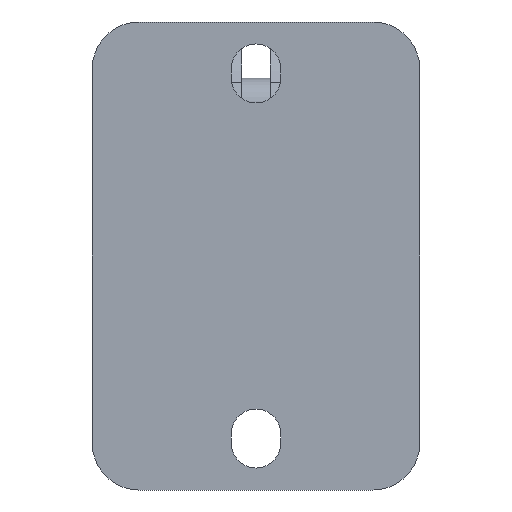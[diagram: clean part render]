
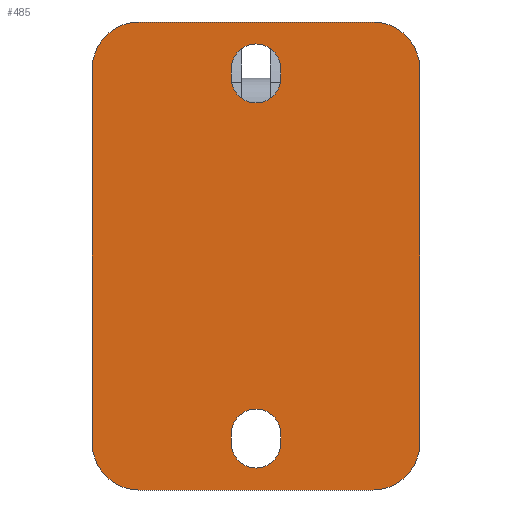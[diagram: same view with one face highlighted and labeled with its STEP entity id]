
A CAD part, front view. The second image highlights one B-rep face of the part: STEP entity #485.
In plain terms, the highlighted planar face has unit normal (0, -1, 0).
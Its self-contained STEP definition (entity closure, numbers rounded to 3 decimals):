
#485 = ADVANCED_FACE( '', ( #961, #962, #963 ), #964, .F. );
#961 = FACE_OUTER_BOUND( '', #1436, .T. );
#962 = FACE_BOUND( '', #1437, .T. );
#963 = FACE_BOUND( '', #1438, .T. );
#964 = PLANE( '', #1439 );
#1436 = EDGE_LOOP( '', ( #2566, #2567, #2568, #2569, #2570, #2571, #2572, #2573 ) );
#1437 = EDGE_LOOP( '', ( #2574, #2575, #2576, #2577 ) );
#1438 = EDGE_LOOP( '', ( #2578, #2579, #2580, #2581 ) );
#1439 = AXIS2_PLACEMENT_3D( '', #2582, #2583, #2584 );
#2566 = ORIENTED_EDGE( '', *, *, #3001, .F. );
#2567 = ORIENTED_EDGE( '', *, *, #2814, .F. );
#2568 = ORIENTED_EDGE( '', *, *, #2818, .F. );
#2569 = ORIENTED_EDGE( '', *, *, #2872, .F. );
#2570 = ORIENTED_EDGE( '', *, *, #2660, .F. );
#2571 = ORIENTED_EDGE( '', *, *, #2616, .F. );
#2572 = ORIENTED_EDGE( '', *, *, #3020, .F. );
#2573 = ORIENTED_EDGE( '', *, *, #3050, .F. );
#2574 = ORIENTED_EDGE( '', *, *, #2986, .T. );
#2575 = ORIENTED_EDGE( '', *, *, #2705, .T. );
#2576 = ORIENTED_EDGE( '', *, *, #2747, .T. );
#2577 = ORIENTED_EDGE( '', *, *, #2742, .T. );
#2578 = ORIENTED_EDGE( '', *, *, #2990, .T. );
#2579 = ORIENTED_EDGE( '', *, *, #2723, .T. );
#2580 = ORIENTED_EDGE( '', *, *, #2718, .T. );
#2581 = ORIENTED_EDGE( '', *, *, #2933, .T. );
#2582 = CARTESIAN_POINT( '', ( -12.5, 0., -20. ) );
#2583 = DIRECTION( '', ( 0., 1., 0. ) );
#2584 = DIRECTION( '', ( 0., 0., 1. ) );
#2616 = EDGE_CURVE( '', #3066, #3067, #3068, .T. );
#2660 = EDGE_CURVE( '', #3067, #3144, #3145, .T. );
#2705 = EDGE_CURVE( '', #3220, #3221, #3222, .T. );
#2718 = EDGE_CURVE( '', #3242, #3243, #3244, .T. );
#2723 = EDGE_CURVE( '', #3251, #3242, #3252, .T. );
#2742 = EDGE_CURVE( '', #3281, #3282, #3283, .T. );
#2747 = EDGE_CURVE( '', #3221, #3281, #3290, .T. );
#2814 = EDGE_CURVE( '', #3399, #3400, #3401, .T. );
#2818 = EDGE_CURVE( '', #3405, #3399, #3406, .T. );
#2872 = EDGE_CURVE( '', #3144, #3405, #3485, .T. );
#2933 = EDGE_CURVE( '', #3243, #3566, #3567, .T. );
#2986 = EDGE_CURVE( '', #3282, #3220, #3640, .T. );
#2990 = EDGE_CURVE( '', #3566, #3251, #3644, .T. );
#3001 = EDGE_CURVE( '', #3400, #3659, #3660, .T. );
#3020 = EDGE_CURVE( '', #3683, #3066, #3684, .T. );
#3050 = EDGE_CURVE( '', #3659, #3683, #3715, .T. );
#3066 = VERTEX_POINT( '', #3731 );
#3067 = VERTEX_POINT( '', #3732 );
#3068 = LINE( '', #3733, #3734 );
#3144 = VERTEX_POINT( '', #3875 );
#3145 = CIRCLE( '', #3876, 5. );
#3220 = VERTEX_POINT( '', #4042 );
#3221 = VERTEX_POINT( '', #4043 );
#3222 = CIRCLE( '', #4044, 2.65 );
#3242 = VERTEX_POINT( '', #4070 );
#3243 = VERTEX_POINT( '', #4071 );
#3244 = CIRCLE( '', #4072, 2.65 );
#3251 = VERTEX_POINT( '', #4081 );
#3252 = LINE( '', #4082, #4083 );
#3281 = VERTEX_POINT( '', #4122 );
#3282 = VERTEX_POINT( '', #4123 );
#3283 = CIRCLE( '', #4124, 2.65 );
#3290 = LINE( '', #4133, #4134 );
#3399 = VERTEX_POINT( '', #4282 );
#3400 = VERTEX_POINT( '', #4283 );
#3401 = LINE( '', #4284, #4285 );
#3405 = VERTEX_POINT( '', #4291 );
#3406 = CIRCLE( '', #4292, 5. );
#3485 = LINE( '', #4398, #4399 );
#3566 = VERTEX_POINT( '', #4510 );
#3567 = LINE( '', #4511, #4512 );
#3640 = LINE( '', #4645, #4646 );
#3644 = CIRCLE( '', #4651, 2.65 );
#3659 = VERTEX_POINT( '', #4670 );
#3660 = CIRCLE( '', #4671, 5. );
#3683 = VERTEX_POINT( '', #4761 );
#3684 = CIRCLE( '', #4762, 5. );
#3715 = LINE( '', #4804, #4805 );
#3731 = CARTESIAN_POINT( '', ( -12.5, 0., 25. ) );
#3732 = CARTESIAN_POINT( '', ( 12.5, 0., 25. ) );
#3733 = CARTESIAN_POINT( '', ( -12.5, 0., 25. ) );
#3734 = VECTOR( '', #4822, 1000. );
#3875 = CARTESIAN_POINT( '', ( 17.5, 0., 20. ) );
#3876 = AXIS2_PLACEMENT_3D( '', #4881, #4882, #4883 );
#4042 = CARTESIAN_POINT( '', ( -2.65, 0., -19. ) );
#4043 = CARTESIAN_POINT( '', ( 2.65, 0., -19. ) );
#4044 = AXIS2_PLACEMENT_3D( '', #4932, #4933, #4934 );
#4070 = CARTESIAN_POINT( '', ( -2.65, 0., 20. ) );
#4071 = CARTESIAN_POINT( '', ( 2.65, 0., 20. ) );
#4072 = AXIS2_PLACEMENT_3D( '', #4950, #4951, #4952 );
#4081 = CARTESIAN_POINT( '', ( -2.65, 0., 19. ) );
#4082 = CARTESIAN_POINT( '', ( -2.65, 0., 19. ) );
#4083 = VECTOR( '', #4958, 1000. );
#4122 = CARTESIAN_POINT( '', ( 2.65, 0., -20. ) );
#4123 = CARTESIAN_POINT( '', ( -2.65, 0., -20. ) );
#4124 = AXIS2_PLACEMENT_3D( '', #4978, #4979, #4980 );
#4133 = CARTESIAN_POINT( '', ( 2.65, 0., -19. ) );
#4134 = VECTOR( '', #4986, 1000. );
#4282 = CARTESIAN_POINT( '', ( 12.5, 0., -25. ) );
#4283 = CARTESIAN_POINT( '', ( -12.5, 0., -25. ) );
#4284 = CARTESIAN_POINT( '', ( 12.5, 0., -25. ) );
#4285 = VECTOR( '', #5068, 1000. );
#4291 = CARTESIAN_POINT( '', ( 17.5, 0., -20. ) );
#4292 = AXIS2_PLACEMENT_3D( '', #5071, #5072, #5073 );
#4398 = CARTESIAN_POINT( '', ( 17.5, 0., 20. ) );
#4399 = VECTOR( '', #5137, 1000. );
#4510 = CARTESIAN_POINT( '', ( 2.65, 0., 19. ) );
#4511 = CARTESIAN_POINT( '', ( 2.65, 0., 20. ) );
#4512 = VECTOR( '', #5198, 1000. );
#4645 = CARTESIAN_POINT( '', ( -2.65, 0., -20. ) );
#4646 = VECTOR( '', #5259, 1000. );
#4651 = AXIS2_PLACEMENT_3D( '', #5261, #5262, #5263 );
#4670 = CARTESIAN_POINT( '', ( -17.5, 0., -20. ) );
#4671 = AXIS2_PLACEMENT_3D( '', #5274, #5275, #5276 );
#4761 = CARTESIAN_POINT( '', ( -17.5, 0., 20. ) );
#4762 = AXIS2_PLACEMENT_3D( '', #5286, #5287, #5288 );
#4804 = CARTESIAN_POINT( '', ( -17.5, 0., -20. ) );
#4805 = VECTOR( '', #5306, 1000. );
#4822 = DIRECTION( '', ( 1., 0., 0. ) );
#4881 = CARTESIAN_POINT( '', ( 12.5, 0., 20. ) );
#4882 = DIRECTION( '', ( 0., 1., 0. ) );
#4883 = DIRECTION( '', ( 1., 0., 0. ) );
#4932 = CARTESIAN_POINT( '', ( 0., 0., -19. ) );
#4933 = DIRECTION( '', ( 0., 1., 0. ) );
#4934 = DIRECTION( '', ( 1., 0., 0. ) );
#4950 = CARTESIAN_POINT( '', ( 0., 0., 20. ) );
#4951 = DIRECTION( '', ( 0., 1., 0. ) );
#4952 = DIRECTION( '', ( 1., 0., 0. ) );
#4958 = DIRECTION( '', ( 0., 0., 1. ) );
#4978 = CARTESIAN_POINT( '', ( 0., 0., -20. ) );
#4979 = DIRECTION( '', ( 0., 1., 0. ) );
#4980 = DIRECTION( '', ( 1., 0., 0. ) );
#4986 = DIRECTION( '', ( 0., 0., -1. ) );
#5068 = DIRECTION( '', ( -1., 0., 0. ) );
#5071 = CARTESIAN_POINT( '', ( 12.5, 0., -20. ) );
#5072 = DIRECTION( '', ( 0., 1., 0. ) );
#5073 = DIRECTION( '', ( 1., 0., 0. ) );
#5137 = DIRECTION( '', ( 0., 0., -1. ) );
#5198 = DIRECTION( '', ( 0., 0., -1. ) );
#5259 = DIRECTION( '', ( 0., 0., 1. ) );
#5261 = CARTESIAN_POINT( '', ( 0., 0., 19. ) );
#5262 = DIRECTION( '', ( 0., 1., 0. ) );
#5263 = DIRECTION( '', ( 1., 0., 0. ) );
#5274 = CARTESIAN_POINT( '', ( -12.5, 0., -20. ) );
#5275 = DIRECTION( '', ( 0., 1., 0. ) );
#5276 = DIRECTION( '', ( 1., 0., 0. ) );
#5286 = CARTESIAN_POINT( '', ( -12.5, 0., 20. ) );
#5287 = DIRECTION( '', ( 0., 1., 0. ) );
#5288 = DIRECTION( '', ( 1., 0., 0. ) );
#5306 = DIRECTION( '', ( 0., 0., 1. ) );
